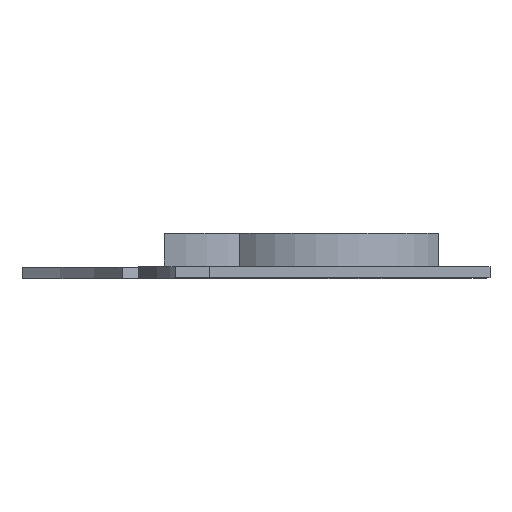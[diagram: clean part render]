
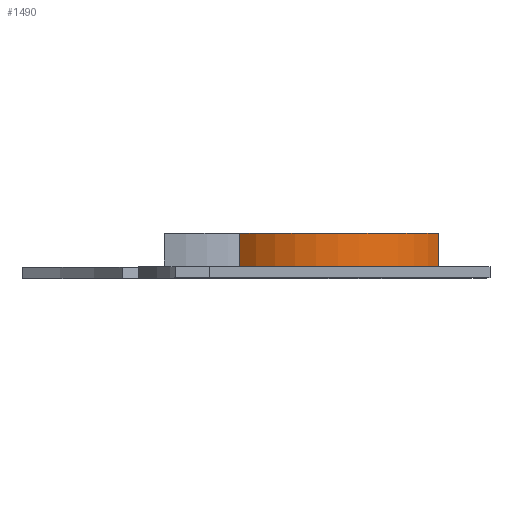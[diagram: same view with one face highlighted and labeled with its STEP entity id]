
A CAD part, top view. The second image highlights one B-rep face of the part: STEP entity #1490.
In plain terms, the highlighted cylindrical face has radius 55 mm (diameter 110 mm), a partial arc.
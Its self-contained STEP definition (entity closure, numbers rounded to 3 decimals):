
#7 = CARTESIAN_POINT ( 'NONE',  ( 217.333, 5., -58.234 ) ) ;
#33 = AXIS2_PLACEMENT_3D ( 'NONE', #1022, #1485, #451 ) ;
#71 = EDGE_LOOP ( 'NONE', ( #291, #827, #1398, #1310 ) ) ;
#80 = VECTOR ( 'NONE', #752, 1000. ) ;
#89 = CYLINDRICAL_SURFACE ( 'NONE', #33, 55. ) ;
#90 = VERTEX_POINT ( 'NONE', #486 ) ;
#93 = DIRECTION ( 'NONE',  ( 0., 1., 0. ) ) ;
#198 = CARTESIAN_POINT ( 'NONE',  ( 267.18, 5., -34.99 ) ) ;
#248 = LINE ( 'NONE', #684, #1035 ) ;
#291 = ORIENTED_EDGE ( 'NONE', *, *, #656, .T. ) ;
#297 = CARTESIAN_POINT ( 'NONE',  ( 178.442, 20., -19.343 ) ) ;
#336 = DIRECTION ( 'NONE',  ( 0., 0., 1. ) ) ;
#415 = DIRECTION ( 'NONE',  ( 0., 0., 1. ) ) ;
#451 = DIRECTION ( 'NONE',  ( 0., 0., -1. ) ) ;
#486 = CARTESIAN_POINT ( 'NONE',  ( 178.442, 5., -19.343 ) ) ;
#533 = LINE ( 'NONE', #297, #80 ) ;
#541 = AXIS2_PLACEMENT_3D ( 'NONE', #7, #93, #336 ) ;
#586 = VERTEX_POINT ( 'NONE', #623 ) ;
#623 = CARTESIAN_POINT ( 'NONE',  ( 267.18, 20., -34.99 ) ) ;
#636 = EDGE_CURVE ( 'NONE', #586, #1023, #248, .T. ) ;
#656 = EDGE_CURVE ( 'NONE', #90, #1023, #1084, .T. ) ;
#684 = CARTESIAN_POINT ( 'NONE',  ( 267.18, 20., -34.99 ) ) ;
#714 = DIRECTION ( 'NONE',  ( 0., -1., 0. ) ) ;
#752 = DIRECTION ( 'NONE',  ( 0., -1., 0. ) ) ;
#779 = CARTESIAN_POINT ( 'NONE',  ( 178.442, 20., -19.343 ) ) ;
#827 = ORIENTED_EDGE ( 'NONE', *, *, #636, .F. ) ;
#926 = VERTEX_POINT ( 'NONE', #779 ) ;
#936 = EDGE_CURVE ( 'NONE', #926, #586, #968, .T. ) ;
#968 = CIRCLE ( 'NONE', #1505, 55. ) ;
#1022 = CARTESIAN_POINT ( 'NONE',  ( 217.333, 20., -58.234 ) ) ;
#1023 = VERTEX_POINT ( 'NONE', #198 ) ;
#1035 = VECTOR ( 'NONE', #714, 1000. ) ;
#1084 = CIRCLE ( 'NONE', #541, 55. ) ;
#1103 = DIRECTION ( 'NONE',  ( 0., 1., 0. ) ) ;
#1141 = FACE_OUTER_BOUND ( 'NONE', #71, .T. ) ;
#1310 = ORIENTED_EDGE ( 'NONE', *, *, #1344, .T. ) ;
#1344 = EDGE_CURVE ( 'NONE', #926, #90, #533, .T. ) ;
#1358 = CARTESIAN_POINT ( 'NONE',  ( 217.333, 20., -58.234 ) ) ;
#1398 = ORIENTED_EDGE ( 'NONE', *, *, #936, .F. ) ;
#1485 = DIRECTION ( 'NONE',  ( 0., -1., 0. ) ) ;
#1490 = ADVANCED_FACE ( 'NONE', ( #1141 ), #89, .T. ) ;
#1505 = AXIS2_PLACEMENT_3D ( 'NONE', #1358, #1103, #415 ) ;
